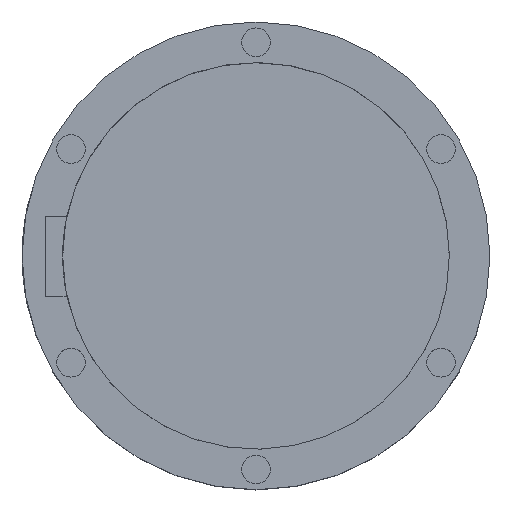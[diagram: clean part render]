
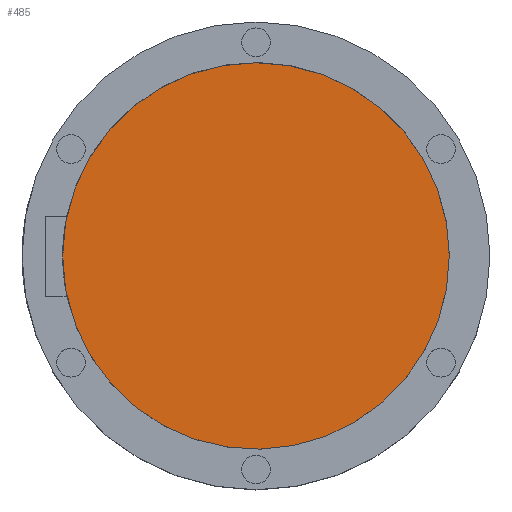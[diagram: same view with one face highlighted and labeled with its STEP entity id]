
A CAD part, top view. The second image highlights one B-rep face of the part: STEP entity #485.
In plain terms, the highlighted planar face has unit normal (0, 0, 1).
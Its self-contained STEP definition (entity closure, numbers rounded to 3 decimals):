
#46=CIRCLE('',#511,31.);
#101=FACE_OUTER_BOUND('',#137,.T.);
#137=EDGE_LOOP('',(#439));
#212=VERTEX_POINT('',#758);
#260=EDGE_CURVE('',#212,#212,#46,.T.);
#439=ORIENTED_EDGE('',*,*,#260,.T.);
#456=PLANE('',#561);
#485=ADVANCED_FACE('',(#101),#456,.T.);
#511=AXIS2_PLACEMENT_3D('',#760,#599,#600);
#561=AXIS2_PLACEMENT_3D('',#915,#716,#717);
#599=DIRECTION('center_axis',(0.,0.,1.));
#600=DIRECTION('ref_axis',(1.,0.,0.));
#716=DIRECTION('center_axis',(0.,0.,1.));
#717=DIRECTION('ref_axis',(1.,0.,0.));
#758=CARTESIAN_POINT('',(-31.,0.,2.));
#760=CARTESIAN_POINT('Origin',(0.,0.,2.));
#915=CARTESIAN_POINT('Origin',(0.,0.,2.));
